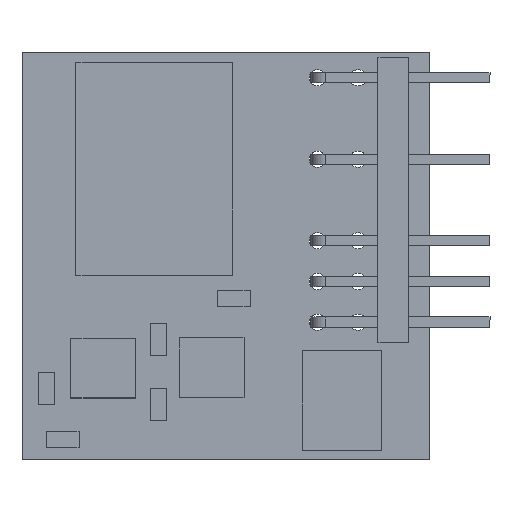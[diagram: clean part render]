
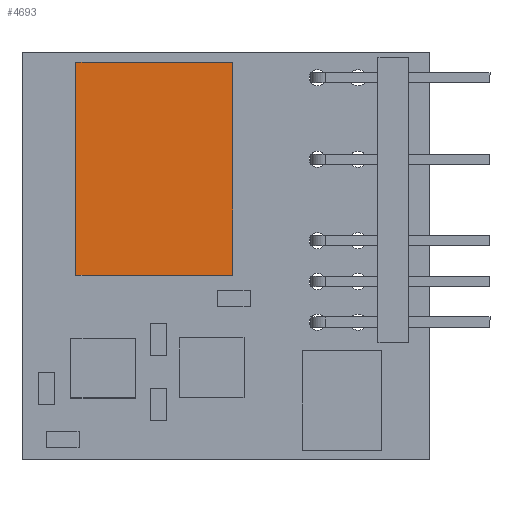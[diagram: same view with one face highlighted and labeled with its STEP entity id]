
A CAD part, top view. The second image highlights one B-rep face of the part: STEP entity #4693.
In plain terms, the highlighted planar face has unit normal (0, 0, 1).
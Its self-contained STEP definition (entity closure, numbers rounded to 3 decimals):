
#4379 = VERTEX_POINT('',#4380);
#4380 = CARTESIAN_POINT('',(3.85,-5.225,2.));
#4387 = PLANE('',#4388);
#4388 = AXIS2_PLACEMENT_3D('',#4389,#4390,#4391);
#4389 = CARTESIAN_POINT('',(3.85,-5.225,0.));
#4390 = DIRECTION('',(-1.,0.,0.));
#4391 = DIRECTION('',(0.,1.,0.));
#4399 = PLANE('',#4400);
#4400 = AXIS2_PLACEMENT_3D('',#4401,#4402,#4403);
#4401 = CARTESIAN_POINT('',(-3.85,-5.225,0.));
#4402 = DIRECTION('',(0.,1.,0.));
#4403 = DIRECTION('',(1.,0.,0.));
#4411 = EDGE_CURVE('',#4379,#4412,#4414,.T.);
#4412 = VERTEX_POINT('',#4413);
#4413 = CARTESIAN_POINT('',(3.85,5.225,2.));
#4414 = SURFACE_CURVE('',#4415,(#4419,#4426),.PCURVE_S1.);
#4415 = LINE('',#4416,#4417);
#4416 = CARTESIAN_POINT('',(3.85,-5.225,2.));
#4417 = VECTOR('',#4418,1.);
#4418 = DIRECTION('',(0.,1.,0.));
#4419 = PCURVE('',#4387,#4420);
#4420 = DEFINITIONAL_REPRESENTATION('',(#4421),#4425);
#4421 = LINE('',#4422,#4423);
#4422 = CARTESIAN_POINT('',(0.,-2.));
#4423 = VECTOR('',#4424,1.);
#4424 = DIRECTION('',(1.,0.));
#4425 = ( GEOMETRIC_REPRESENTATION_CONTEXT(2) 
PARAMETRIC_REPRESENTATION_CONTEXT() REPRESENTATION_CONTEXT('2D SPACE',''
  ) );
#4426 = PCURVE('',#4427,#4432);
#4427 = PLANE('',#4428);
#4428 = AXIS2_PLACEMENT_3D('',#4429,#4430,#4431);
#4429 = CARTESIAN_POINT('',(3.85,-5.225,2.));
#4430 = DIRECTION('',(0.,0.,-1.));
#4431 = DIRECTION('',(-1.,0.,0.));
#4432 = DEFINITIONAL_REPRESENTATION('',(#4433),#4437);
#4433 = LINE('',#4434,#4435);
#4434 = CARTESIAN_POINT('',(0.,0.));
#4435 = VECTOR('',#4436,1.);
#4436 = DIRECTION('',(0.,1.));
#4437 = ( GEOMETRIC_REPRESENTATION_CONTEXT(2) 
PARAMETRIC_REPRESENTATION_CONTEXT() REPRESENTATION_CONTEXT('2D SPACE',''
  ) );
#4455 = PLANE('',#4456);
#4456 = AXIS2_PLACEMENT_3D('',#4457,#4458,#4459);
#4457 = CARTESIAN_POINT('',(3.85,5.225,0.));
#4458 = DIRECTION('',(0.,-1.,0.));
#4459 = DIRECTION('',(-1.,0.,0.));
#4497 = EDGE_CURVE('',#4412,#4498,#4500,.T.);
#4498 = VERTEX_POINT('',#4499);
#4499 = CARTESIAN_POINT('',(-3.85,5.225,2.));
#4500 = SURFACE_CURVE('',#4501,(#4505,#4512),.PCURVE_S1.);
#4501 = LINE('',#4502,#4503);
#4502 = CARTESIAN_POINT('',(3.85,5.225,2.));
#4503 = VECTOR('',#4504,1.);
#4504 = DIRECTION('',(-1.,0.,0.));
#4505 = PCURVE('',#4455,#4506);
#4506 = DEFINITIONAL_REPRESENTATION('',(#4507),#4511);
#4507 = LINE('',#4508,#4509);
#4508 = CARTESIAN_POINT('',(0.,-2.));
#4509 = VECTOR('',#4510,1.);
#4510 = DIRECTION('',(1.,0.));
#4511 = ( GEOMETRIC_REPRESENTATION_CONTEXT(2) 
PARAMETRIC_REPRESENTATION_CONTEXT() REPRESENTATION_CONTEXT('2D SPACE',''
  ) );
#4512 = PCURVE('',#4427,#4513);
#4513 = DEFINITIONAL_REPRESENTATION('',(#4514),#4518);
#4514 = LINE('',#4515,#4516);
#4515 = CARTESIAN_POINT('',(0.,10.45));
#4516 = VECTOR('',#4517,1.);
#4517 = DIRECTION('',(1.,0.));
#4518 = ( GEOMETRIC_REPRESENTATION_CONTEXT(2) 
PARAMETRIC_REPRESENTATION_CONTEXT() REPRESENTATION_CONTEXT('2D SPACE',''
  ) );
#4536 = PLANE('',#4537);
#4537 = AXIS2_PLACEMENT_3D('',#4538,#4539,#4540);
#4538 = CARTESIAN_POINT('',(-3.85,5.225,0.));
#4539 = DIRECTION('',(1.,0.,0.));
#4540 = DIRECTION('',(0.,-1.,0.));
#4573 = EDGE_CURVE('',#4498,#4574,#4576,.T.);
#4574 = VERTEX_POINT('',#4575);
#4575 = CARTESIAN_POINT('',(-3.85,-5.225,2.));
#4576 = SURFACE_CURVE('',#4577,(#4581,#4588),.PCURVE_S1.);
#4577 = LINE('',#4578,#4579);
#4578 = CARTESIAN_POINT('',(-3.85,5.225,2.));
#4579 = VECTOR('',#4580,1.);
#4580 = DIRECTION('',(0.,-1.,0.));
#4581 = PCURVE('',#4536,#4582);
#4582 = DEFINITIONAL_REPRESENTATION('',(#4583),#4587);
#4583 = LINE('',#4584,#4585);
#4584 = CARTESIAN_POINT('',(0.,-2.));
#4585 = VECTOR('',#4586,1.);
#4586 = DIRECTION('',(1.,0.));
#4587 = ( GEOMETRIC_REPRESENTATION_CONTEXT(2) 
PARAMETRIC_REPRESENTATION_CONTEXT() REPRESENTATION_CONTEXT('2D SPACE',''
  ) );
#4588 = PCURVE('',#4427,#4589);
#4589 = DEFINITIONAL_REPRESENTATION('',(#4590),#4594);
#4590 = LINE('',#4591,#4592);
#4591 = CARTESIAN_POINT('',(7.7,10.45));
#4592 = VECTOR('',#4593,1.);
#4593 = DIRECTION('',(0.,-1.));
#4594 = ( GEOMETRIC_REPRESENTATION_CONTEXT(2) 
PARAMETRIC_REPRESENTATION_CONTEXT() REPRESENTATION_CONTEXT('2D SPACE',''
  ) );
#4644 = EDGE_CURVE('',#4574,#4379,#4645,.T.);
#4645 = SURFACE_CURVE('',#4646,(#4650,#4657),.PCURVE_S1.);
#4646 = LINE('',#4647,#4648);
#4647 = CARTESIAN_POINT('',(-3.85,-5.225,2.));
#4648 = VECTOR('',#4649,1.);
#4649 = DIRECTION('',(1.,0.,0.));
#4650 = PCURVE('',#4399,#4651);
#4651 = DEFINITIONAL_REPRESENTATION('',(#4652),#4656);
#4652 = LINE('',#4653,#4654);
#4653 = CARTESIAN_POINT('',(0.,-2.));
#4654 = VECTOR('',#4655,1.);
#4655 = DIRECTION('',(1.,0.));
#4656 = ( GEOMETRIC_REPRESENTATION_CONTEXT(2) 
PARAMETRIC_REPRESENTATION_CONTEXT() REPRESENTATION_CONTEXT('2D SPACE',''
  ) );
#4657 = PCURVE('',#4427,#4658);
#4658 = DEFINITIONAL_REPRESENTATION('',(#4659),#4663);
#4659 = LINE('',#4660,#4661);
#4660 = CARTESIAN_POINT('',(7.7,0.));
#4661 = VECTOR('',#4662,1.);
#4662 = DIRECTION('',(-1.,0.));
#4663 = ( GEOMETRIC_REPRESENTATION_CONTEXT(2) 
PARAMETRIC_REPRESENTATION_CONTEXT() REPRESENTATION_CONTEXT('2D SPACE',''
  ) );
#4693 = ADVANCED_FACE('',(#4694),#4427,.F.);
#4694 = FACE_BOUND('',#4695,.T.);
#4695 = EDGE_LOOP('',(#4696,#4697,#4698,#4699));
#4696 = ORIENTED_EDGE('',*,*,#4411,.T.);
#4697 = ORIENTED_EDGE('',*,*,#4497,.T.);
#4698 = ORIENTED_EDGE('',*,*,#4573,.T.);
#4699 = ORIENTED_EDGE('',*,*,#4644,.T.);
